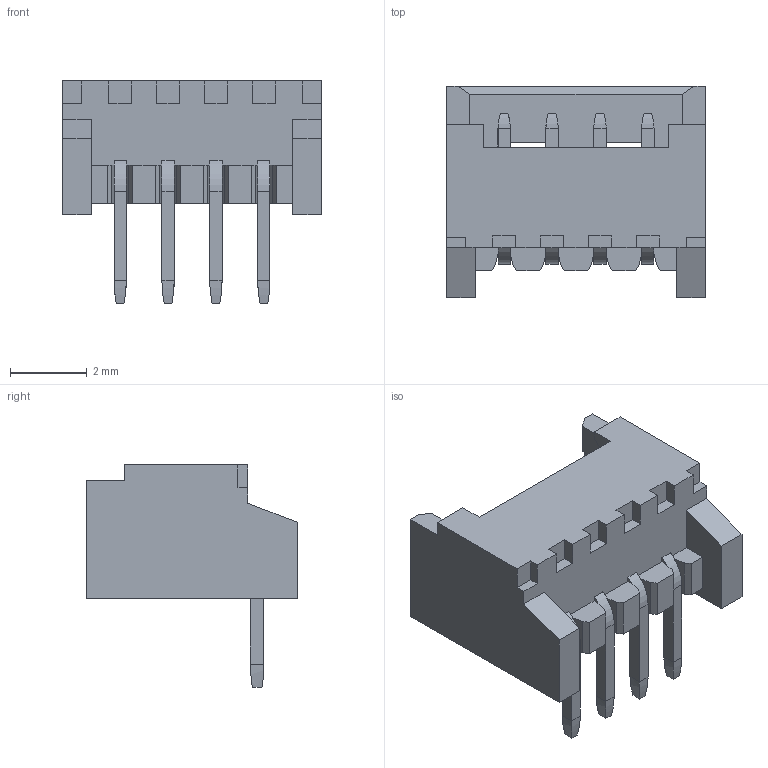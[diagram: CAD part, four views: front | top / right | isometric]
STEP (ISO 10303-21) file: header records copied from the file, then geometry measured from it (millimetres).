
FILE_DESCRIPTION(/* description */ ('Unknown'),/* implementation_level */ '2;1');
FILE_NAME(/* name */ '530480410',/* time_stamp */ '2019-08-07T16:04:34+02:00',/* author */ ('Unknown'),/* organization */ ('Unknown'),/* preprocessor_version */ 'ST-DEVELOPER v16.7',/* originating_system */ 'DEX',/* authorisation */ $);
FILE_SCHEMA (('AUTOMOTIVE_DESIGN {1 0 10303 214 3 1 1}'));
Length unit declared in the file: millimetre
Products named in the file (1): 530480410
Bounding box: 6.75 x 5.5 x 5.8 mm (x, y, z)
Volume: 55.8 mm3; surface area: 216.6 mm2
Topology: 1 solids, 1 shells, 174 faces, 466 edges, 298 vertices
Faces by surface type: plane 138, cylinder 20, bspline 16
Entity records: 6972 total; most frequent: CARTESIAN_POINT 1515, ORIENTED_EDGE 932, DIRECTION 760, EDGE_CURVE 466, LINE 394, VECTOR 394, VERTEX_POINT 298, AXIS2_PLACEMENT_3D 183
